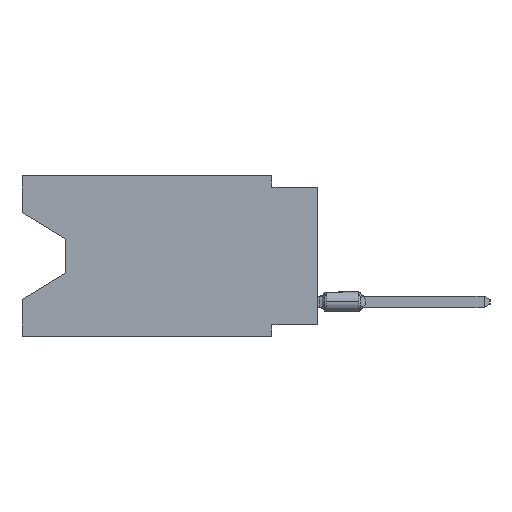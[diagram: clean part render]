
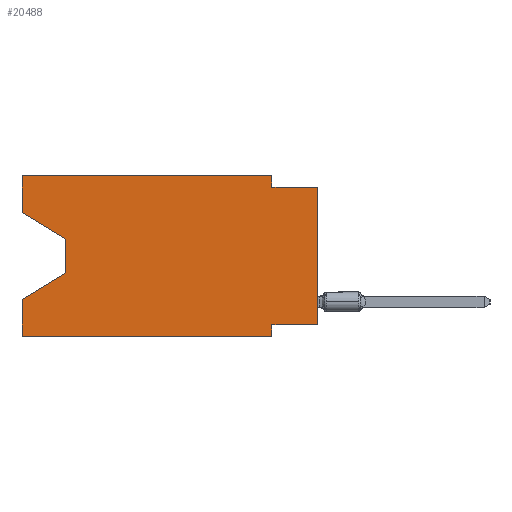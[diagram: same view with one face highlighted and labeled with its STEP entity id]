
A CAD part, left-side view. The second image highlights one B-rep face of the part: STEP entity #20488.
In plain terms, the highlighted planar face has unit normal (-1, 0, 0).
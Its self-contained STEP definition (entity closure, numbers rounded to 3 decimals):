
#717 = EDGE_CURVE ( 'NONE', #34082, #4218, #15353, .T. ) ;
#1278 = AXIS2_PLACEMENT_3D ( 'NONE', #8572, #24064, #24766 ) ;
#1636 = VERTEX_POINT ( 'NONE', #6245 ) ;
#1666 = DIRECTION ( 'NONE',  ( 0., -1., 0. ) ) ;
#1971 = EDGE_CURVE ( 'NONE', #12850, #33131, #34313, .T. ) ;
#3197 = LINE ( 'NONE', #6387, #7838 ) ;
#3215 = ORIENTED_EDGE ( 'NONE', *, *, #18718, .T. ) ;
#3404 = CARTESIAN_POINT ( 'NONE',  ( 0., 13.97, -3.505 ) ) ;
#4218 = VERTEX_POINT ( 'NONE', #30069 ) ;
#4241 = CARTESIAN_POINT ( 'NONE',  ( 0., 0., 0. ) ) ;
#4408 = VECTOR ( 'NONE', #27644, 1000. ) ;
#4443 = CARTESIAN_POINT ( 'NONE',  ( 0., 16.383, -2.038 ) ) ;
#4557 = CARTESIAN_POINT ( 'NONE',  ( 0., 2.54, -0.635 ) ) ;
#4572 = LINE ( 'NONE', #4241, #21174 ) ;
#4700 = EDGE_CURVE ( 'NONE', #17934, #22750, #3197, .T. ) ;
#5563 = PLANE ( 'NONE',  #1278 ) ;
#5608 = LINE ( 'NONE', #33364, #26981 ) ;
#6245 = CARTESIAN_POINT ( 'NONE',  ( 0., 0., -0.635 ) ) ;
#6302 = EDGE_CURVE ( 'NONE', #33131, #4218, #32986, .T. ) ;
#6387 = CARTESIAN_POINT ( 'NONE',  ( 0., 2.54, 0. ) ) ;
#6792 = EDGE_CURVE ( 'NONE', #15864, #21087, #31801, .T. ) ;
#7256 = CARTESIAN_POINT ( 'NONE',  ( 0., 16.383, 0. ) ) ;
#7326 = ORIENTED_EDGE ( 'NONE', *, *, #4700, .F. ) ;
#7647 = VERTEX_POINT ( 'NONE', #22742 ) ;
#7838 = VECTOR ( 'NONE', #9228, 1000. ) ;
#8434 = DIRECTION ( 'NONE',  ( 0., 0., -1. ) ) ;
#8516 = LINE ( 'NONE', #16714, #25714 ) ;
#8572 = CARTESIAN_POINT ( 'NONE',  ( 0., 16.383, 0. ) ) ;
#9052 = VECTOR ( 'NONE', #8434, 1000. ) ;
#9103 = ORIENTED_EDGE ( 'NONE', *, *, #13306, .T. ) ;
#9221 = VECTOR ( 'NONE', #31325, 1000. ) ;
#9228 = DIRECTION ( 'NONE',  ( 0., 0., -1. ) ) ;
#9384 = CARTESIAN_POINT ( 'NONE',  ( 0., 2.54, 0. ) ) ;
#9503 = DIRECTION ( 'NONE',  ( 0., 0., 1. ) ) ;
#10550 = FACE_OUTER_BOUND ( 'NONE', #30798, .T. ) ;
#10660 = DIRECTION ( 'NONE',  ( 0., -1., 0. ) ) ;
#10812 = EDGE_CURVE ( 'NONE', #22750, #1636, #8516, .T. ) ;
#11583 = DIRECTION ( 'NONE',  ( 0., 0., -1. ) ) ;
#12850 = VERTEX_POINT ( 'NONE', #17999 ) ;
#12975 = DIRECTION ( 'NONE',  ( 0., 1., 0. ) ) ;
#13235 = VECTOR ( 'NONE', #11583, 1000. ) ;
#13306 = EDGE_CURVE ( 'NONE', #21087, #7647, #30595, .T. ) ;
#13576 = ORIENTED_EDGE ( 'NONE', *, *, #6302, .F. ) ;
#13978 = DIRECTION ( 'NONE',  ( 0., -1., 0. ) ) ;
#14629 = DIRECTION ( 'NONE',  ( 0., -0.855, -0.519 ) ) ;
#14976 = ORIENTED_EDGE ( 'NONE', *, *, #20621, .F. ) ;
#14983 = LINE ( 'NONE', #20486, #9221 ) ;
#15353 = LINE ( 'NONE', #18205, #17788 ) ;
#15432 = CARTESIAN_POINT ( 'NONE',  ( 0., 2.54, -8.255 ) ) ;
#15864 = VERTEX_POINT ( 'NONE', #32661 ) ;
#16714 = CARTESIAN_POINT ( 'NONE',  ( 0., 0., -0.635 ) ) ;
#17135 = ORIENTED_EDGE ( 'NONE', *, *, #32659, .T. ) ;
#17788 = VECTOR ( 'NONE', #1666, 1000. ) ;
#17934 = VERTEX_POINT ( 'NONE', #9384 ) ;
#17999 = CARTESIAN_POINT ( 'NONE',  ( 0., 0., -8.255 ) ) ;
#18205 = CARTESIAN_POINT ( 'NONE',  ( 0., 16.383, -8.89 ) ) ;
#18452 = DIRECTION ( 'NONE',  ( 0., 0., 1. ) ) ;
#18551 = ORIENTED_EDGE ( 'NONE', *, *, #10812, .F. ) ;
#18718 = EDGE_CURVE ( 'NONE', #12850, #1636, #4572, .T. ) ;
#19498 = LINE ( 'NONE', #25528, #30788 ) ;
#19859 = ORIENTED_EDGE ( 'NONE', *, *, #1971, .F. ) ;
#20019 = CARTESIAN_POINT ( 'NONE',  ( 0., 16.383, -6.852 ) ) ;
#20128 = EDGE_CURVE ( 'NONE', #34082, #28438, #19498, .T. ) ;
#20486 = CARTESIAN_POINT ( 'NONE',  ( 0., 16.383, 0. ) ) ;
#20488 = ADVANCED_FACE ( 'NONE', ( #10550 ), #5563, .F. ) ;
#20621 = EDGE_CURVE ( 'NONE', #15864, #26440, #14983, .T. ) ;
#20794 = CARTESIAN_POINT ( 'NONE',  ( 0., 13.97, -3.505 ) ) ;
#21087 = VERTEX_POINT ( 'NONE', #20794 ) ;
#21174 = VECTOR ( 'NONE', #18452, 1000. ) ;
#22742 = CARTESIAN_POINT ( 'NONE',  ( 0., 13.97, -5.385 ) ) ;
#22750 = VERTEX_POINT ( 'NONE', #4557 ) ;
#23640 = CARTESIAN_POINT ( 'NONE',  ( 0., 0., -8.255 ) ) ;
#24064 = DIRECTION ( 'NONE',  ( 1., 0., 0. ) ) ;
#24194 = VECTOR ( 'NONE', #12975, 1000. ) ;
#24766 = DIRECTION ( 'NONE',  ( 0., 0., -1. ) ) ;
#25528 = CARTESIAN_POINT ( 'NONE',  ( 0., 16.383, 0. ) ) ;
#25714 = VECTOR ( 'NONE', #10660, 1000. ) ;
#26187 = ORIENTED_EDGE ( 'NONE', *, *, #717, .T. ) ;
#26440 = VERTEX_POINT ( 'NONE', #7256 ) ;
#26981 = VECTOR ( 'NONE', #13978, 1000. ) ;
#27134 = CARTESIAN_POINT ( 'NONE',  ( 0., 2.54, -8.89 ) ) ;
#27260 = VECTOR ( 'NONE', #14629, 1000. ) ;
#27644 = DIRECTION ( 'NONE',  ( 0., 0.855, -0.519 ) ) ;
#28438 = VERTEX_POINT ( 'NONE', #20019 ) ;
#29332 = ORIENTED_EDGE ( 'NONE', *, *, #6792, .T. ) ;
#29346 = CARTESIAN_POINT ( 'NONE',  ( 0., 16.383, -8.89 ) ) ;
#29536 = EDGE_CURVE ( 'NONE', #26440, #17934, #5608, .T. ) ;
#30069 = CARTESIAN_POINT ( 'NONE',  ( 0., 2.54, -8.89 ) ) ;
#30595 = LINE ( 'NONE', #3404, #13235 ) ;
#30647 = CARTESIAN_POINT ( 'NONE',  ( 0., 13.97, -5.385 ) ) ;
#30788 = VECTOR ( 'NONE', #9503, 1000. ) ;
#30798 = EDGE_LOOP ( 'NONE', ( #29332, #9103, #17135, #33495, #26187, #13576, #19859, #3215, #18551, #7326, #34671, #14976 ) ) ;
#31325 = DIRECTION ( 'NONE',  ( 0., 0., 1. ) ) ;
#31801 = LINE ( 'NONE', #4443, #27260 ) ;
#32659 = EDGE_CURVE ( 'NONE', #7647, #28438, #33151, .T. ) ;
#32661 = CARTESIAN_POINT ( 'NONE',  ( 0., 16.383, -2.038 ) ) ;
#32986 = LINE ( 'NONE', #27134, #9052 ) ;
#33131 = VERTEX_POINT ( 'NONE', #15432 ) ;
#33151 = LINE ( 'NONE', #30647, #4408 ) ;
#33364 = CARTESIAN_POINT ( 'NONE',  ( 0., 16.383, 0. ) ) ;
#33495 = ORIENTED_EDGE ( 'NONE', *, *, #20128, .F. ) ;
#34082 = VERTEX_POINT ( 'NONE', #29346 ) ;
#34313 = LINE ( 'NONE', #23640, #24194 ) ;
#34671 = ORIENTED_EDGE ( 'NONE', *, *, #29536, .F. ) ;
